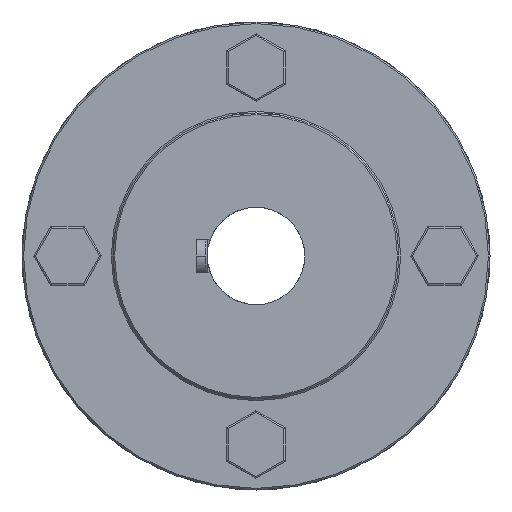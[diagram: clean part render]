
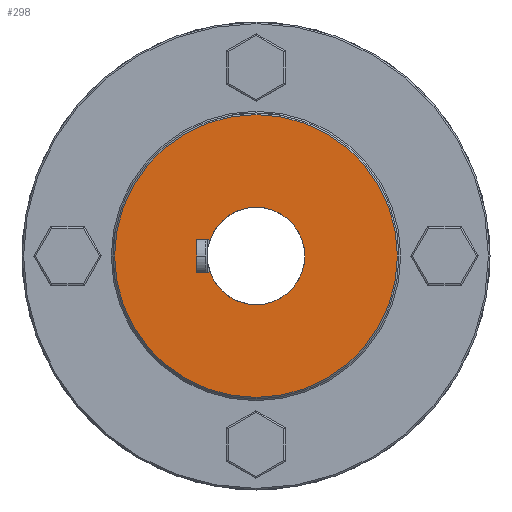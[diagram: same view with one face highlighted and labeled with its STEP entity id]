
A CAD part, left-side view. The second image highlights one B-rep face of the part: STEP entity #298.
In plain terms, the highlighted planar face has unit normal (-1, 0, 0).
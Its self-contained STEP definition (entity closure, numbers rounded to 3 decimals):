
#121 = ORIENTED_EDGE ( 'NONE', *, *, #834, .T. ) ;
#122 = ORIENTED_EDGE ( 'NONE', *, *, #2982, .T. ) ;
#123 = ORIENTED_EDGE ( 'NONE', *, *, #828, .T. ) ;
#124 = ORIENTED_EDGE ( 'NONE', *, *, #1989, .T. ) ;
#125 = ORIENTED_EDGE ( 'NONE', *, *, #1980, .T. ) ;
#126 = ORIENTED_EDGE ( 'NONE', *, *, #3005, .T. ) ;
#127 = ORIENTED_EDGE ( 'NONE', *, *, #3011, .T. ) ;
#128 = ORIENTED_EDGE ( 'NONE', *, *, #1991, .T. ) ;
#298 = ADVANCED_FACE ( 'NONE', ( #6423, #6422 ), #7269, .T. ) ;
#828 = EDGE_CURVE ( 'NONE', #1505, #4819, #10215, .T. ) ;
#834 = EDGE_CURVE ( 'NONE', #1441, #1440, #10225, .T. ) ;
#1440 = VERTEX_POINT ( 'NONE', #11267 ) ;
#1441 = VERTEX_POINT ( 'NONE', #11268 ) ;
#1456 = VERTEX_POINT ( 'NONE', #11283 ) ;
#1457 = VERTEX_POINT ( 'NONE', #11284 ) ;
#1462 = VERTEX_POINT ( 'NONE', #11289 ) ;
#1505 = VERTEX_POINT ( 'NONE', #11332 ) ;
#1980 = EDGE_CURVE ( 'NONE', #4817, #1456, #10606, .T. ) ;
#1989 = EDGE_CURVE ( 'NONE', #4819, #4817, #10602, .T. ) ;
#1991 = EDGE_CURVE ( 'NONE', #1462, #1505, #10622, .T. ) ;
#2064 = EDGE_LOOP ( 'NONE', ( #121, #122 ) ) ;
#2079 = EDGE_LOOP ( 'NONE', ( #123, #124, #125, #126, #127, #128 ) ) ;
#2982 = EDGE_CURVE ( 'NONE', #1440, #1441, #12080, .T. ) ;
#3005 = EDGE_CURVE ( 'NONE', #1456, #1457, #12115, .T. ) ;
#3011 = EDGE_CURVE ( 'NONE', #1457, #1462, #12121, .T. ) ;
#4817 = VERTEX_POINT ( 'NONE', #15512 ) ;
#4819 = VERTEX_POINT ( 'NONE', #15514 ) ;
#6422 = FACE_BOUND ( 'NONE', #2079, .T. ) ;
#6423 = FACE_OUTER_BOUND ( 'NONE', #2064, .T. ) ;
#6809 = AXIS2_PLACEMENT_3D ( 'NONE', #7268, #7272, #7273 ) ;
#7268 = CARTESIAN_POINT ( 'NONE',  ( -51., 44., 0. ) ) ;
#7269 = PLANE ( 'NONE',  #6809 ) ;
#7272 = DIRECTION ( 'NONE',  ( -1., 0., 0. ) ) ;
#7273 = DIRECTION ( 'NONE',  ( 0., 0., 1. ) ) ;
#9918 = AXIS2_PLACEMENT_3D ( 'NONE', #10727, #10735, #10736 ) ;
#10058 = AXIS2_PLACEMENT_3D ( 'NONE', #11638, #11640, #11641 ) ;
#10106 = AXIS2_PLACEMENT_3D ( 'NONE', #12761, #12762, #12763 ) ;
#10112 = AXIS2_PLACEMENT_3D ( 'NONE', #12940, #12944, #12945 ) ;
#10121 = AXIS2_PLACEMENT_3D ( 'NONE', #12974, #12975, #12976 ) ;
#10204 = VECTOR ( 'NONE', #10720, 1000. ) ;
#10215 = LINE ( 'NONE', #10705, #10204 ) ;
#10225 = CIRCLE ( 'NONE', #9918, 43.5 ) ;
#10602 = LINE ( 'NONE', #11660, #10616 ) ;
#10606 = CIRCLE ( 'NONE', #10058, 15. ) ;
#10616 = VECTOR ( 'NONE', #11661, 1000. ) ;
#10622 = LINE ( 'NONE', #11664, #10623 ) ;
#10623 = VECTOR ( 'NONE', #11665, 1000. ) ;
#10705 = CARTESIAN_POINT ( 'NONE',  ( -51., 18.3, 5. ) ) ;
#10720 = DIRECTION ( 'NONE',  ( 0., 0., 1. ) ) ;
#10727 = CARTESIAN_POINT ( 'NONE',  ( -51., 0., 0. ) ) ;
#10735 = DIRECTION ( 'NONE',  ( -1., 0., 0. ) ) ;
#10736 = DIRECTION ( 'NONE',  ( 0., 0., 1. ) ) ;
#11267 = CARTESIAN_POINT ( 'NONE',  ( -51., 0., 43.5 ) ) ;
#11268 = CARTESIAN_POINT ( 'NONE',  ( -51., 0., -43.5 ) ) ;
#11283 = CARTESIAN_POINT ( 'NONE',  ( -51., 0., 15. ) ) ;
#11284 = CARTESIAN_POINT ( 'NONE',  ( -51., 0., -15. ) ) ;
#11289 = CARTESIAN_POINT ( 'NONE',  ( -51., 14.142, -5. ) ) ;
#11332 = CARTESIAN_POINT ( 'NONE',  ( -51., 18.3, -5. ) ) ;
#11638 = CARTESIAN_POINT ( 'NONE',  ( -51., 0., 0. ) ) ;
#11640 = DIRECTION ( 'NONE',  ( 1., 0., 0. ) ) ;
#11641 = DIRECTION ( 'NONE',  ( 0., 0., -1. ) ) ;
#11660 = CARTESIAN_POINT ( 'NONE',  ( -51., 14.142, 5. ) ) ;
#11661 = DIRECTION ( 'NONE',  ( 0., -1., 0. ) ) ;
#11664 = CARTESIAN_POINT ( 'NONE',  ( -51., 14.142, -5. ) ) ;
#11665 = DIRECTION ( 'NONE',  ( 0., 1., 0. ) ) ;
#12080 = CIRCLE ( 'NONE', #10106, 43.5 ) ;
#12115 = CIRCLE ( 'NONE', #10112, 15. ) ;
#12121 = CIRCLE ( 'NONE', #10121, 15. ) ;
#12761 = CARTESIAN_POINT ( 'NONE',  ( -51., 0., 0. ) ) ;
#12762 = DIRECTION ( 'NONE',  ( -1., 0., 0. ) ) ;
#12763 = DIRECTION ( 'NONE',  ( 0., 0., 1. ) ) ;
#12940 = CARTESIAN_POINT ( 'NONE',  ( -51., 0., 0. ) ) ;
#12944 = DIRECTION ( 'NONE',  ( 1., 0., 0. ) ) ;
#12945 = DIRECTION ( 'NONE',  ( 0., 0., -1. ) ) ;
#12974 = CARTESIAN_POINT ( 'NONE',  ( -51., 0., 0. ) ) ;
#12975 = DIRECTION ( 'NONE',  ( 1., 0., 0. ) ) ;
#12976 = DIRECTION ( 'NONE',  ( 0., 0., -1. ) ) ;
#15512 = CARTESIAN_POINT ( 'NONE',  ( -51., 14.142, 5. ) ) ;
#15514 = CARTESIAN_POINT ( 'NONE',  ( -51., 18.3, 5. ) ) ;
